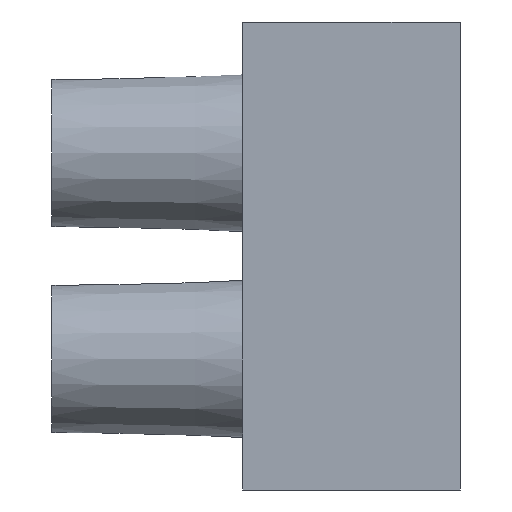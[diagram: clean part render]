
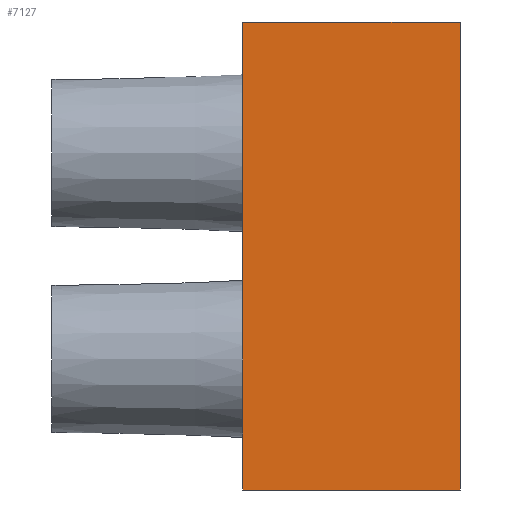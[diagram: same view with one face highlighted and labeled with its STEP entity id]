
A CAD part, left-side view. The second image highlights one B-rep face of the part: STEP entity #7127.
In plain terms, the highlighted planar face has unit normal (-1, 0, 0).
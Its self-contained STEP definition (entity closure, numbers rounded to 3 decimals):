
#1153=FACE_OUTER_BOUND('',#1768,.T.);
#1768=EDGE_LOOP('',(#6418,#6419,#6420,#6421));
#2382=LINE('',#11060,#3048);
#2410=LINE('',#11119,#3076);
#2412=LINE('',#11172,#3078);
#2469=LINE('',#11575,#3135);
#3048=VECTOR('',#8894,25.);
#3076=VECTOR('',#8946,25.);
#3078=VECTOR('',#9000,11.6);
#3135=VECTOR('',#9541,11.6);
#3632=VERTEX_POINT('',#11057);
#3633=VERTEX_POINT('',#11059);
#3651=VERTEX_POINT('',#11116);
#3652=VERTEX_POINT('',#11118);
#4464=EDGE_CURVE('',#3633,#3632,#2382,.T.);
#4496=EDGE_CURVE('',#3651,#3652,#2410,.T.);
#4523=EDGE_CURVE('',#3651,#3633,#2412,.T.);
#4676=EDGE_CURVE('',#3632,#3652,#2469,.T.);
#6418=ORIENTED_EDGE('',*,*,#4676,.T.);
#6419=ORIENTED_EDGE('',*,*,#4496,.F.);
#6420=ORIENTED_EDGE('',*,*,#4523,.T.);
#6421=ORIENTED_EDGE('',*,*,#4464,.T.);
#6774=PLANE('',#7711);
#7127=ADVANCED_FACE('',(#1153),#6774,.T.);
#7711=AXIS2_PLACEMENT_3D('',#11574,#9539,#9540);
#8894=DIRECTION('',(0.,0.,1.));
#8946=DIRECTION('',(0.,0.,1.));
#9000=DIRECTION('',(0.,-1.,0.));
#9539=DIRECTION('center_axis',(-1.,0.,0.));
#9540=DIRECTION('ref_axis',(0.,0.,1.));
#9541=DIRECTION('',(0.,1.,0.));
#11057=CARTESIAN_POINT('',(0.,0.,25.));
#11059=CARTESIAN_POINT('',(0.,0.,0.));
#11060=CARTESIAN_POINT('',(0.,0.,0.));
#11116=CARTESIAN_POINT('',(0.,11.6,0.));
#11118=CARTESIAN_POINT('',(0.,11.6,25.));
#11119=CARTESIAN_POINT('',(0.,11.6,0.));
#11172=CARTESIAN_POINT('',(0.,11.6,0.));
#11574=CARTESIAN_POINT('Origin',(0.,0.,0.));
#11575=CARTESIAN_POINT('',(0.,0.,25.));
